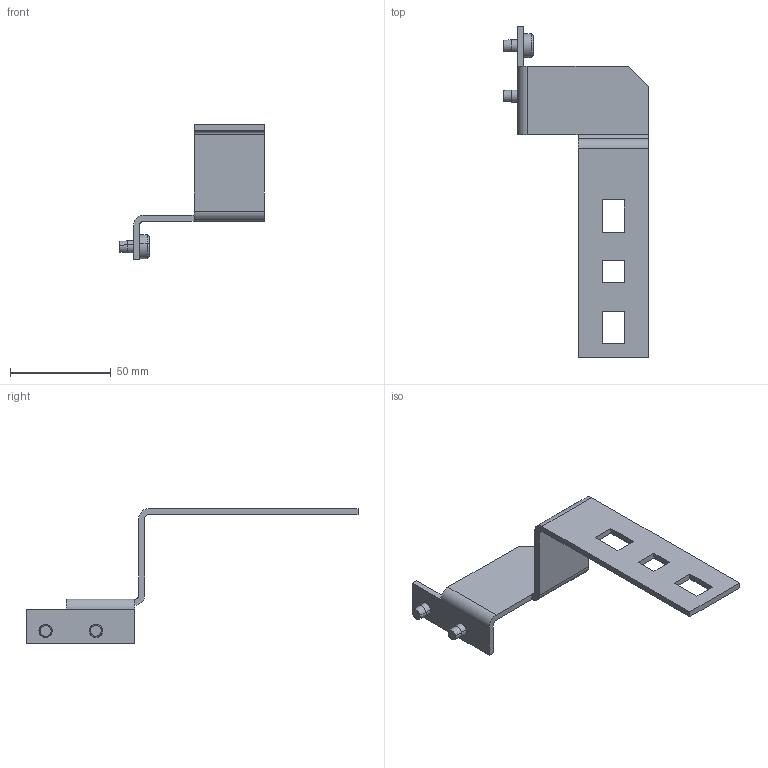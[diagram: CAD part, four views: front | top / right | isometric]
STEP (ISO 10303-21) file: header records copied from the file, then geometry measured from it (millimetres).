
FILE_DESCRIPTION(('STEP AP214'),'1');
FILE_NAME('cctmp_3C9A4DFC-56C2-44D4-ADB1-49E27DA30E4F_2023_03_29_08_47_08_0861..stp','2023-03-29T06:47:09',('SIEMENS A&D'),('CADClick - www.CADClick.com'),'Spatial InterOp 3D postprocessed',' ','unknown authorization');
FILE_SCHEMA(('AUTOMOTIVE_DESIGN'));
Length unit declared in the file: millimetre
Products named in the file (1): 2023_03_29_08_47_08_0858
Bounding box: 72 x 165 x 67 mm (x, y, z)
Volume: 25308.8 mm3; surface area: 18924 mm2
Topology: 1 solids, 1 shells, 61 faces, 151 edges, 98 vertices
Faces by surface type: plane 35, cylinder 18, bspline 4, cone 4
Entity records: 2121 total; most frequent: CARTESIAN_POINT 431, DIRECTION 311, ORIENTED_EDGE 302, EDGE_CURVE 151, AXIS2_PLACEMENT_3D 106, LINE 99, VECTOR 99, VERTEX_POINT 98
